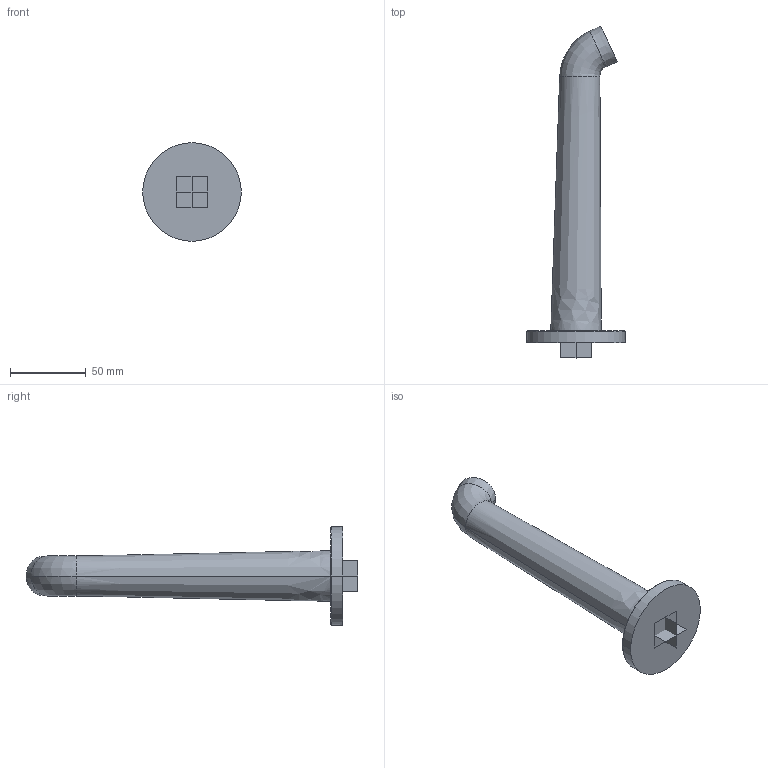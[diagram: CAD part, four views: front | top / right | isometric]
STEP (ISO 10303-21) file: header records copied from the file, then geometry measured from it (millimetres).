
FILE_DESCRIPTION((''),'2;1');
FILE_NAME('TVT116001000_3DPL','2025-06-03T15:49:11',('LazarovP'),(''),'CREO PARAMETRIC BY PTC INC, 2024253','CREO PARAMETRIC BY PTC INC, 2024253','');
FILE_SCHEMA(('AP242_MANAGED_MODEL_BASED_3D_ENGINEERING_MIM_LF { 1 0 10303 442 1 1 4 }'));
Length unit declared in the file: millimetre
Products named in the file (1): TVT116001000_3DPL
Bounding box: 65.28 x 219.78 x 65.28 mm (x, y, z)
Volume: 162494.8 mm3; surface area: 28824.7 mm2
Topology: 1 solids, 4 shells, 554 faces, 1479 edges, 982 vertices
Faces by surface type: extrusion 262, plane 199, cylinder 57, torus 20, cone 10, bspline 6
Entity records: 25680 total; most frequent: CARTESIAN_POINT 7951, ORIENTED_EDGE 2946, DIRECTION 1876, EDGE_CURVE 1479, VERTEX_POINT 982, VECTOR 910, B_SPLINE_CURVE_WITH_KNOTS 898, PRESENTATION_STYLE_ASSIGNMENT 813
